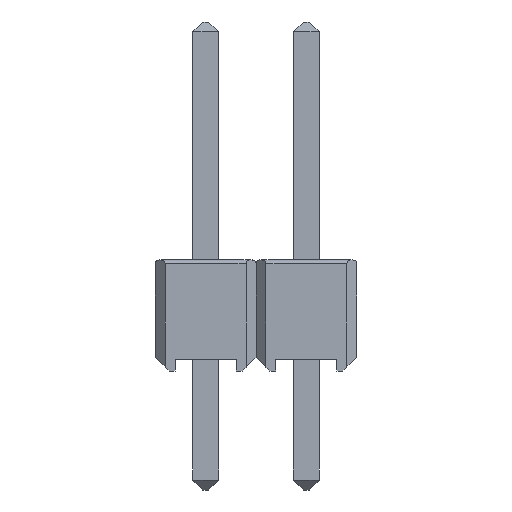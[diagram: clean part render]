
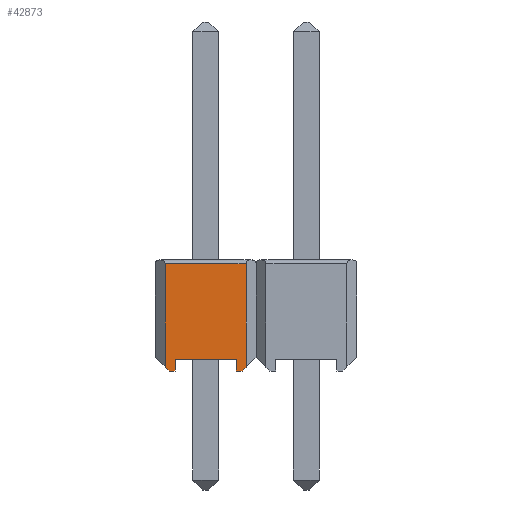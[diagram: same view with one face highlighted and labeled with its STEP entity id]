
A CAD part, front view. The second image highlights one B-rep face of the part: STEP entity #42873.
In plain terms, the highlighted planar face has unit normal (0, -1, 0).
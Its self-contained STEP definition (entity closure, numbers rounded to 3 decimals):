
#42560=CARTESIAN_POINT('',(-1.334,-24.608,-26.73));
#42561=VERTEX_POINT('',#42560);
#42568=CARTESIAN_POINT('',(-2.874,-24.608,-26.73));
#42569=VERTEX_POINT('',#42568);
#42570=CARTESIAN_POINT('',(-2.874,-24.608,-26.73));
#42571=DIRECTION('',(1.,0.,-0.));
#42572=VECTOR('',#42571,1.54);
#42573=LINE('',#42570,#42572);
#42574=EDGE_CURVE('',#42569,#42561,#42573,.T.);
#42664=CARTESIAN_POINT('',(-3.024,-24.608,-27.03));
#42665=VERTEX_POINT('',#42664);
#42666=CARTESIAN_POINT('',(-2.874,-24.608,-27.03));
#42667=VERTEX_POINT('',#42666);
#42668=CARTESIAN_POINT('',(-3.024,-24.608,-27.03));
#42669=DIRECTION('',(1.,0.,-0.));
#42670=VECTOR('',#42669,0.15);
#42671=LINE('',#42668,#42670);
#42672=EDGE_CURVE('',#42665,#42667,#42671,.T.);
#42711=CARTESIAN_POINT('',(-2.874,-24.608,-27.03));
#42712=DIRECTION('',(0.,0.,1.));
#42713=VECTOR('',#42712,0.3);
#42714=LINE('',#42711,#42713);
#42715=EDGE_CURVE('',#42667,#42569,#42714,.T.);
#42734=CARTESIAN_POINT('',(-1.334,-24.608,-27.03));
#42735=VERTEX_POINT('',#42734);
#42742=CARTESIAN_POINT('',(-1.334,-24.608,-26.73));
#42743=DIRECTION('',(0.,-0.,-1.));
#42744=VECTOR('',#42743,0.3);
#42745=LINE('',#42742,#42744);
#42746=EDGE_CURVE('',#42561,#42735,#42745,.T.);
#42765=CARTESIAN_POINT('',(-1.184,-24.608,-27.03));
#42766=VERTEX_POINT('',#42765);
#42773=CARTESIAN_POINT('',(-1.334,-24.608,-27.03));
#42774=DIRECTION('',(1.,0.,-0.));
#42775=VECTOR('',#42774,0.15);
#42776=LINE('',#42773,#42775);
#42777=EDGE_CURVE('',#42735,#42766,#42776,.T.);
#42823=CARTESIAN_POINT('',(-2.54,-24.608,-24.922));
#42824=DIRECTION('',(0.,1.,-0.));
#42825=DIRECTION('',(-1.,0.,0.));
#42826=AXIS2_PLACEMENT_3D('',#42823,#42824,#42825);
#42827=PLANE('',#42826);
#42828=ORIENTED_EDGE('',*,*,#42777,.T.);
#42829=CARTESIAN_POINT('',(-1.084,-24.608,-26.93));
#42830=VERTEX_POINT('',#42829);
#42831=CARTESIAN_POINT('',(-1.184,-24.608,-27.03));
#42832=DIRECTION('',(0.707,0.,0.707));
#42833=VECTOR('',#42832,0.141);
#42834=LINE('',#42831,#42833);
#42835=EDGE_CURVE('',#42766,#42830,#42834,.T.);
#42836=ORIENTED_EDGE('',*,*,#42835,.T.);
#42837=CARTESIAN_POINT('',(-1.084,-24.608,-24.33));
#42838=VERTEX_POINT('',#42837);
#42839=CARTESIAN_POINT('',(-1.084,-24.608,-26.93));
#42840=DIRECTION('',(-0.,0.,1.));
#42841=VECTOR('',#42840,2.6);
#42842=LINE('',#42839,#42841);
#42843=EDGE_CURVE('',#42830,#42838,#42842,.T.);
#42844=ORIENTED_EDGE('',*,*,#42843,.T.);
#42845=CARTESIAN_POINT('',(-3.124,-24.608,-24.33));
#42846=VERTEX_POINT('',#42845);
#42847=CARTESIAN_POINT('',(-1.084,-24.608,-24.33));
#42848=DIRECTION('',(-1.,-0.,0.));
#42849=VECTOR('',#42848,2.04);
#42850=LINE('',#42847,#42849);
#42851=EDGE_CURVE('',#42838,#42846,#42850,.T.);
#42852=ORIENTED_EDGE('',*,*,#42851,.T.);
#42853=CARTESIAN_POINT('',(-3.124,-24.608,-26.93));
#42854=VERTEX_POINT('',#42853);
#42855=CARTESIAN_POINT('',(-3.124,-24.608,-24.33));
#42856=DIRECTION('',(0.,-0.,-1.));
#42857=VECTOR('',#42856,2.6);
#42858=LINE('',#42855,#42857);
#42859=EDGE_CURVE('',#42846,#42854,#42858,.T.);
#42860=ORIENTED_EDGE('',*,*,#42859,.T.);
#42861=CARTESIAN_POINT('',(-3.124,-24.608,-26.93));
#42862=DIRECTION('',(0.707,-0.,-0.707));
#42863=VECTOR('',#42862,0.141);
#42864=LINE('',#42861,#42863);
#42865=EDGE_CURVE('',#42854,#42665,#42864,.T.);
#42866=ORIENTED_EDGE('',*,*,#42865,.T.);
#42867=ORIENTED_EDGE('',*,*,#42672,.T.);
#42868=ORIENTED_EDGE('',*,*,#42715,.T.);
#42869=ORIENTED_EDGE('',*,*,#42574,.T.);
#42870=ORIENTED_EDGE('',*,*,#42746,.T.);
#42871=EDGE_LOOP('',(#42828,#42836,#42844,#42852,#42860,#42866,#42867,#42868,#42869,#42870));
#42872=FACE_BOUND('',#42871,.T.);
#42873=ADVANCED_FACE('',(#42872),#42827,.F.);
